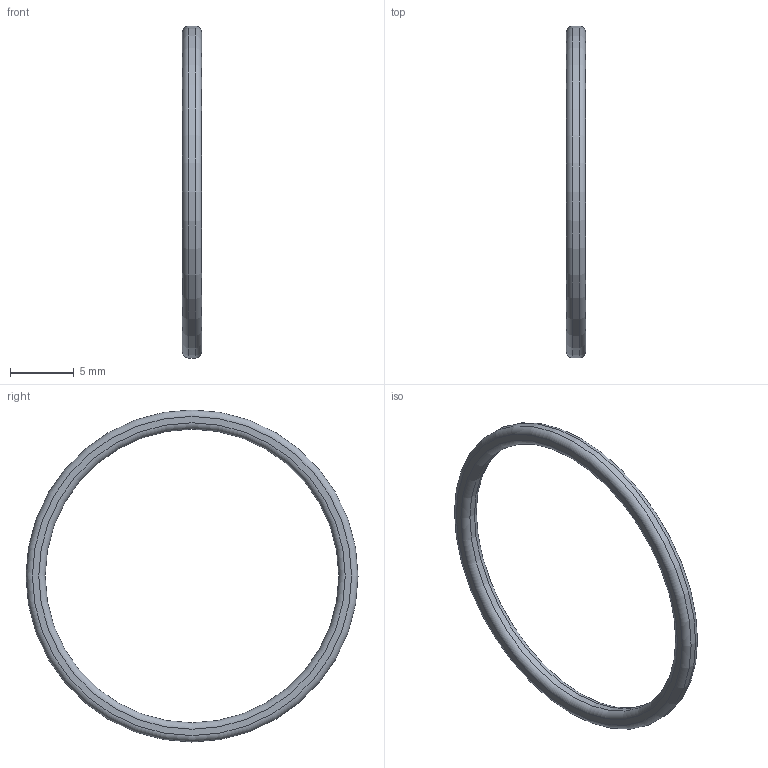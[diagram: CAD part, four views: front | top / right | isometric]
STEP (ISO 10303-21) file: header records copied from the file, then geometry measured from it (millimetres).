
FILE_DESCRIPTION(('HOOPS Exchange Step'),'2;1');
FILE_NAME('Joint torrique.step','2018-12-28T16:49:31+00:00',('SYSTEM'),('Unknown organisation'),'HOOPS Exchange 10.0','HOOPS Exchange','Unknown authorisation');
FILE_SCHEMA( ('AUTOMOTIVE_DESIGN { 1 0 10303 214 1 1 1 1 }') );
Length unit declared in the file: millimetre
Products named in the file (2): Défaut; Joint torrique
Assembly tree (1 placements, depth 2):
  Joint torrique
    Défaut
Bounding box: 1.5 x 26 x 26 mm (x, y, z)
Volume: 156.7 mm3; surface area: 395.7 mm2
Topology: 1 solids, 1 shells, 8 faces, 14 edges, 8 vertices
Faces by surface type: torus 4, cylinder 2, plane 2
Full cylindrical faces by diameter (mm): 23 x1, 26 x1
Entity records: 249 total; most frequent: DIRECTION 48, CARTESIAN_POINT 33, ORIENTED_EDGE 28, AXIS2_PLACEMENT_3D 23, EDGE_CURVE 14, CIRCLE 12, EDGE_LOOP 10, FACE_BOUND 10
